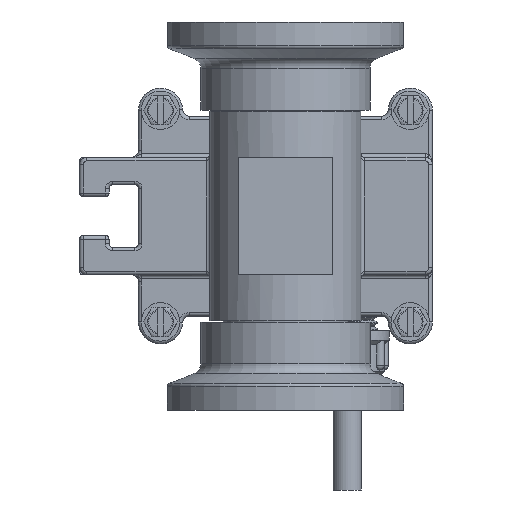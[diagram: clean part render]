
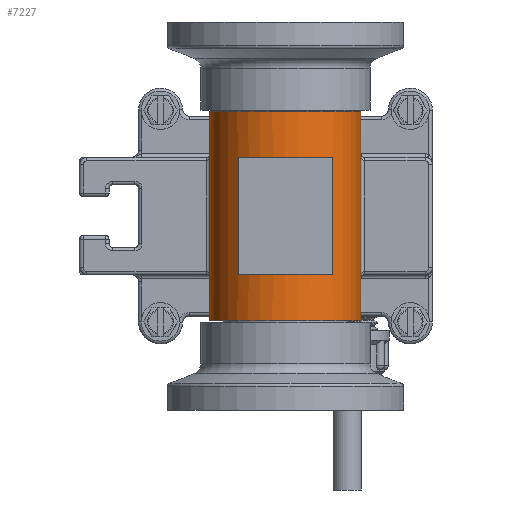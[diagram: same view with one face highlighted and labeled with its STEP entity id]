
A CAD part, front view. The second image highlights one B-rep face of the part: STEP entity #7227.
In plain terms, the highlighted cylindrical face has radius 16.32 mm (diameter 32.639 mm), a full revolution.
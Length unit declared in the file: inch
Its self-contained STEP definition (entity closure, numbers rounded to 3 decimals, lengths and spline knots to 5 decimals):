
#5004=CARTESIAN_POINT('',(0.64186,-0.02866,0.53));
#5005=VERTEX_POINT('',#5004);
#5486=CARTESIAN_POINT('',(0.64186,-0.02866,-0.53));
#5487=VERTEX_POINT('',#5486);
#6277=CARTESIAN_POINT('',(-0.64186,-0.02866,-0.53));
#6278=VERTEX_POINT('',#6277);
#6279=CARTESIAN_POINT('',(0.0,0.0,-0.53));
#6280=DIRECTION('',(0.0,0.0,1.0));
#6281=DIRECTION('',(-1.0,0.0,0.0));
#6282=AXIS2_PLACEMENT_3D('',#6279,#6280,#6281);
#6283=CIRCLE('',#6282,0.6425);
#6284=EDGE_CURVE('',#5487,#6278,#6283,.T.);
#6389=CARTESIAN_POINT('',(-0.64186,-0.02866,0.53));
#6390=VERTEX_POINT('',#6389);
#7046=CARTESIAN_POINT('',(0.0,0.0,0.53));
#7047=DIRECTION('',(0.0,0.0,1.0));
#7048=DIRECTION('',(-1.0,0.0,0.0));
#7049=AXIS2_PLACEMENT_3D('',#7046,#7047,#7048);
#7050=CIRCLE('',#7049,0.6425);
#7051=EDGE_CURVE('',#5005,#6390,#7050,.T.);
#7062=CARTESIAN_POINT('',(-0.64186,-0.02866,-0.53));
#7063=DIRECTION('',(0.0,0.0,1.0));
#7064=VECTOR('',#7063,1.06);
#7065=LINE('',#7062,#7064);
#7066=EDGE_CURVE('',#6278,#6390,#7065,.T.);
#7098=CARTESIAN_POINT('',(0.64186,-0.02866,0.53));
#7099=DIRECTION('',(0.0,0.0,-1.0));
#7100=VECTOR('',#7099,1.06);
#7101=LINE('',#7098,#7100);
#7102=EDGE_CURVE('',#5005,#5487,#7101,.T.);
#7140=CARTESIAN_POINT('',(0.0,0.0,0.0));
#7141=DIRECTION('',(0.0,0.0,1.0));
#7142=DIRECTION('',(-1.0,0.0,0.0));
#7143=AXIS2_PLACEMENT_3D('',#7140,#7141,#7142);
#7144=CYLINDRICAL_SURFACE('',#7143,0.6425);
#7145=CARTESIAN_POINT('',(0.6425,0.,-0.891));
#7146=VERTEX_POINT('',#7145);
#7147=CARTESIAN_POINT('',(0.0,0.0,-0.891));
#7148=DIRECTION('',(0.0,0.0,1.0));
#7149=DIRECTION('',(-1.0,0.0,0.0));
#7150=AXIS2_PLACEMENT_3D('',#7147,#7148,#7149);
#7151=CIRCLE('',#7150,0.6425);
#7152=EDGE_CURVE('',#7146,#7146,#7151,.T.);
#7153=ORIENTED_EDGE('',*,*,#7152,.T.);
#7154=EDGE_LOOP('',(#7153));
#7155=FACE_OUTER_BOUND('',#7154,.T.);
#7156=ORIENTED_EDGE('',*,*,#6284,.F.);
#7157=ORIENTED_EDGE('',*,*,#7102,.F.);
#7158=ORIENTED_EDGE('',*,*,#7051,.T.);
#7159=ORIENTED_EDGE('',*,*,#7066,.F.);
#7160=EDGE_LOOP('',(#7156,#7157,#7158,#7159));
#7161=FACE_BOUND('',#7160,.T.);
#7162=CARTESIAN_POINT('',(0.,-0.6425,-0.5));
#7163=VERTEX_POINT('',#7162);
#7164=CARTESIAN_POINT('',(-0.4,-0.5028,-0.5));
#7165=VERTEX_POINT('',#7164);
#7166=CARTESIAN_POINT('',(0.0,0.0,-0.5));
#7167=DIRECTION('',(0.0,0.0,-1.0));
#7168=DIRECTION('',(-1.0,0.0,0.0));
#7169=AXIS2_PLACEMENT_3D('',#7166,#7167,#7168);
#7170=CIRCLE('',#7169,0.6425);
#7171=EDGE_CURVE('',#7163,#7165,#7170,.T.);
#7172=ORIENTED_EDGE('',*,*,#7171,.T.);
#7173=CARTESIAN_POINT('',(-0.4,-0.5028,0.5));
#7174=VERTEX_POINT('',#7173);
#7175=CARTESIAN_POINT('',(-0.4,-0.5028,-0.5));
#7176=DIRECTION('',(0.0,0.0,1.0));
#7177=VECTOR('',#7176,1.0);
#7178=LINE('',#7175,#7177);
#7179=EDGE_CURVE('',#7165,#7174,#7178,.T.);
#7180=ORIENTED_EDGE('',*,*,#7179,.T.);
#7181=CARTESIAN_POINT('',(0.,-0.6425,0.5));
#7182=VERTEX_POINT('',#7181);
#7183=CARTESIAN_POINT('',(0.0,0.0,0.5));
#7184=DIRECTION('',(0.0,0.0,1.0));
#7185=DIRECTION('',(-1.0,0.0,0.0));
#7186=AXIS2_PLACEMENT_3D('',#7183,#7184,#7185);
#7187=CIRCLE('',#7186,0.6425);
#7188=EDGE_CURVE('',#7174,#7182,#7187,.T.);
#7189=ORIENTED_EDGE('',*,*,#7188,.T.);
#7190=CARTESIAN_POINT('',(0.4,-0.5028,0.5));
#7191=VERTEX_POINT('',#7190);
#7192=CARTESIAN_POINT('',(0.0,0.0,0.5));
#7193=DIRECTION('',(0.0,0.0,1.0));
#7194=DIRECTION('',(-1.0,0.0,0.0));
#7195=AXIS2_PLACEMENT_3D('',#7192,#7193,#7194);
#7196=CIRCLE('',#7195,0.6425);
#7197=EDGE_CURVE('',#7182,#7191,#7196,.T.);
#7198=ORIENTED_EDGE('',*,*,#7197,.T.);
#7199=CARTESIAN_POINT('',(0.4,-0.5028,-0.5));
#7200=VERTEX_POINT('',#7199);
#7201=CARTESIAN_POINT('',(0.4,-0.5028,0.5));
#7202=DIRECTION('',(0.0,0.0,-1.0));
#7203=VECTOR('',#7202,1.0);
#7204=LINE('',#7201,#7203);
#7205=EDGE_CURVE('',#7191,#7200,#7204,.T.);
#7206=ORIENTED_EDGE('',*,*,#7205,.T.);
#7207=CARTESIAN_POINT('',(0.0,0.0,-0.5));
#7208=DIRECTION('',(0.0,0.0,-1.0));
#7209=DIRECTION('',(-1.0,0.0,0.0));
#7210=AXIS2_PLACEMENT_3D('',#7207,#7208,#7209);
#7211=CIRCLE('',#7210,0.6425);
#7212=EDGE_CURVE('',#7200,#7163,#7211,.T.);
#7213=ORIENTED_EDGE('',*,*,#7212,.T.);
#7214=EDGE_LOOP('',(#7172,#7180,#7189,#7198,#7206,#7213));
#7215=FACE_BOUND('',#7214,.T.);
#7216=CARTESIAN_POINT('',(0.6425,0.,0.891));
#7217=VERTEX_POINT('',#7216);
#7218=CARTESIAN_POINT('',(0.0,0.0,0.891));
#7219=DIRECTION('',(0.0,0.0,-1.0));
#7220=DIRECTION('',(-1.0,0.0,0.0));
#7221=AXIS2_PLACEMENT_3D('',#7218,#7219,#7220);
#7222=CIRCLE('',#7221,0.6425);
#7223=EDGE_CURVE('',#7217,#7217,#7222,.T.);
#7224=ORIENTED_EDGE('',*,*,#7223,.T.);
#7225=EDGE_LOOP('',(#7224));
#7226=FACE_BOUND('',#7225,.T.);
#7227=ADVANCED_FACE('',(#7155,#7161,#7215,#7226),#7144,.T.);
